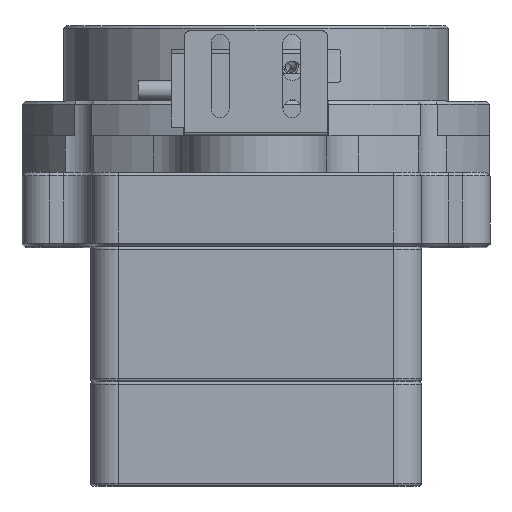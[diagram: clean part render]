
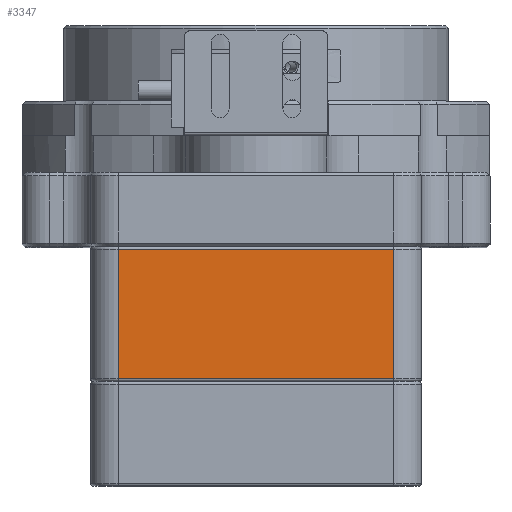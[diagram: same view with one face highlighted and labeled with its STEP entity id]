
A CAD part, top view. The second image highlights one B-rep face of the part: STEP entity #3347.
In plain terms, the highlighted planar face has unit normal (0, 0, 1).
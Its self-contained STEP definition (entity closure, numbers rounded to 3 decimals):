
#2017 = VERTEX_POINT ( 'NONE', #10310 ) ;
#3056 = EDGE_CURVE ( 'NONE', #6800, #29295, #25698, .T. ) ;
#3347 = ADVANCED_FACE ( 'NONE', ( #20828 ), #20825, .T. ) ;
#4148 = ORIENTED_EDGE ( 'NONE', *, *, #3056, .T. ) ;
#4205 = AXIS2_PLACEMENT_3D ( 'NONE', #20783, #20777, #20717 ) ;
#4371 = EDGE_CURVE ( 'NONE', #29295, #2017, #7050, .T. ) ;
#4801 = EDGE_LOOP ( 'NONE', ( #4148, #20913, #33831, #16989 ) ) ;
#4991 = CARTESIAN_POINT ( 'NONE',  ( 25., -0.5, 77. ) ) ;
#6002 = VECTOR ( 'NONE', #9072, 1000. ) ;
#6800 = VERTEX_POINT ( 'NONE', #27662 ) ;
#7004 = DIRECTION ( 'NONE',  ( -1., 0., 0. ) ) ;
#7008 = CARTESIAN_POINT ( 'NONE',  ( -25., -0.5, 77. ) ) ;
#7050 = LINE ( 'NONE', #7008, #17867 ) ;
#7135 = VECTOR ( 'NONE', #9418, 1000. ) ;
#7740 = VERTEX_POINT ( 'NONE', #9039 ) ;
#9039 = CARTESIAN_POINT ( 'NONE',  ( -25., -24., 77. ) ) ;
#9072 = DIRECTION ( 'NONE',  ( 1., 0., 0. ) ) ;
#9088 = CARTESIAN_POINT ( 'NONE',  ( 30., -24., 77. ) ) ;
#9154 = LINE ( 'NONE', #9088, #6002 ) ;
#9418 = DIRECTION ( 'NONE',  ( 0., -1., 0. ) ) ;
#9460 = CARTESIAN_POINT ( 'NONE',  ( -25., 0., 77. ) ) ;
#9504 = LINE ( 'NONE', #9460, #7135 ) ;
#10310 = CARTESIAN_POINT ( 'NONE',  ( -25., -0.5, 77. ) ) ;
#13433 = VECTOR ( 'NONE', #25650, 1000. ) ;
#15053 = EDGE_CURVE ( 'NONE', #2017, #7740, #9504, .T. ) ;
#16989 = ORIENTED_EDGE ( 'NONE', *, *, #31517, .T. ) ;
#17867 = VECTOR ( 'NONE', #7004, 1000. ) ;
#20717 = DIRECTION ( 'NONE',  ( -1., 0., 0. ) ) ;
#20777 = DIRECTION ( 'NONE',  ( 0., 0., 1. ) ) ;
#20783 = CARTESIAN_POINT ( 'NONE',  ( 30., 0., 77. ) ) ;
#20825 = PLANE ( 'NONE',  #4205 ) ;
#20828 = FACE_OUTER_BOUND ( 'NONE', #4801, .T. ) ;
#20913 = ORIENTED_EDGE ( 'NONE', *, *, #4371, .T. ) ;
#25650 = DIRECTION ( 'NONE',  ( 0., 1., 0. ) ) ;
#25654 = CARTESIAN_POINT ( 'NONE',  ( 25., 0., 77. ) ) ;
#25698 = LINE ( 'NONE', #25654, #13433 ) ;
#27662 = CARTESIAN_POINT ( 'NONE',  ( 25., -24., 77. ) ) ;
#29295 = VERTEX_POINT ( 'NONE', #4991 ) ;
#31517 = EDGE_CURVE ( 'NONE', #7740, #6800, #9154, .T. ) ;
#33831 = ORIENTED_EDGE ( 'NONE', *, *, #15053, .T. ) ;
